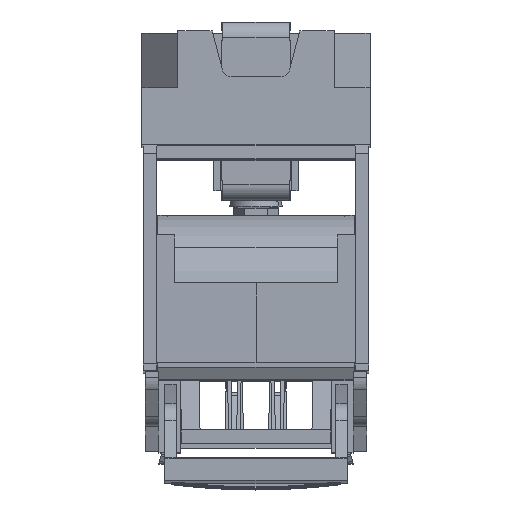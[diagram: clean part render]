
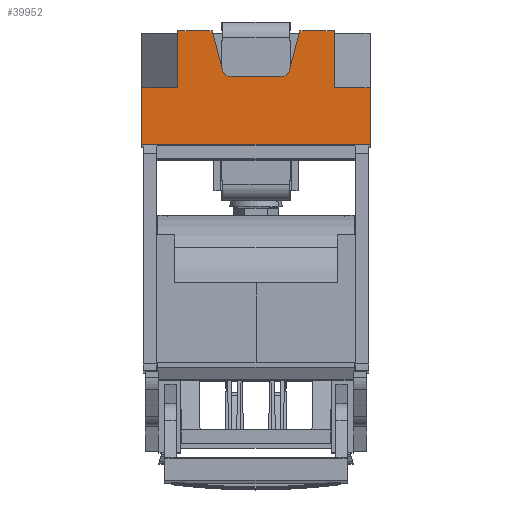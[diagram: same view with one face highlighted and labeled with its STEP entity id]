
A CAD part, top view. The second image highlights one B-rep face of the part: STEP entity #39952.
In plain terms, the highlighted planar face has unit normal (0, 0, 1).
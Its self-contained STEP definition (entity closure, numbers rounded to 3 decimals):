
#36886=AXIS2_PLACEMENT_3D('Circle Axis2P3D',#36884,#36885,$) ;
#36948=AXIS2_PLACEMENT_3D('Circle Axis2P3D',#36946,#36947,$) ;
#39916=AXIS2_PLACEMENT_3D('Plane Axis2P3D',#39913,#39914,#39915) ;
#36739=CARTESIAN_POINT('Vertex',(34.264,-4.,277.5)) ;
#36742=CARTESIAN_POINT('Line Origine',(34.264,-16.5,277.5)) ;
#36746=CARTESIAN_POINT('Vertex',(34.264,-29.,277.5)) ;
#36770=CARTESIAN_POINT('Vertex',(50.,-29.,277.5)) ;
#36773=CARTESIAN_POINT('Line Origine',(42.132,-29.,277.5)) ;
#36790=CARTESIAN_POINT('Line Origine',(-34.264,-16.5,277.5)) ;
#36794=CARTESIAN_POINT('Vertex',(-34.264,-4.,277.5)) ;
#36796=CARTESIAN_POINT('Vertex',(-34.264,-29.,277.5)) ;
#36830=CARTESIAN_POINT('Line Origine',(-16.811,-13.103,277.5)) ;
#36834=CARTESIAN_POINT('Vertex',(-14.685,-21.035,277.5)) ;
#36836=CARTESIAN_POINT('Vertex',(-18.936,-5.171,277.5)) ;
#36876=CARTESIAN_POINT('Vertex',(-10.822,-24.,277.5)) ;
#36884=CARTESIAN_POINT('Axis2P3D Location',(-10.822,-20.,277.5)) ;
#36907=CARTESIAN_POINT('Vertex',(10.822,-24.,277.5)) ;
#36915=CARTESIAN_POINT('Line Origine',(0.,-24.,277.5)) ;
#36938=CARTESIAN_POINT('Vertex',(14.685,-21.035,277.5)) ;
#36946=CARTESIAN_POINT('Axis2P3D Location',(10.822,-20.,277.5)) ;
#36970=CARTESIAN_POINT('Line Origine',(16.811,-13.103,277.5)) ;
#36974=CARTESIAN_POINT('Vertex',(18.936,-5.171,277.5)) ;
#37024=CARTESIAN_POINT('Line Origine',(-42.132,-29.,277.5)) ;
#37028=CARTESIAN_POINT('Vertex',(-50.,-29.,277.5)) ;
#37201=CARTESIAN_POINT('Line Origine',(-30.882,-4.,277.5)) ;
#37205=CARTESIAN_POINT('Vertex',(-27.5,-4.,277.5)) ;
#37208=CARTESIAN_POINT('Line Origine',(-23.375,-4.,277.5)) ;
#37212=CARTESIAN_POINT('Vertex',(-19.25,-4.,277.5)) ;
#37215=CARTESIAN_POINT('Line Origine',(-19.093,-4.,277.5)) ;
#37219=CARTESIAN_POINT('Vertex',(-18.936,-4.,277.5)) ;
#37240=CARTESIAN_POINT('Vertex',(18.936,-4.,277.5)) ;
#37243=CARTESIAN_POINT('Line Origine',(19.093,-4.,277.5)) ;
#37247=CARTESIAN_POINT('Vertex',(19.25,-4.,277.5)) ;
#37250=CARTESIAN_POINT('Line Origine',(23.375,-4.,277.5)) ;
#37254=CARTESIAN_POINT('Vertex',(27.5,-4.,277.5)) ;
#37257=CARTESIAN_POINT('Line Origine',(30.882,-4.,277.5)) ;
#38323=CARTESIAN_POINT('Line Origine',(-18.936,-4.585,277.5)) ;
#38378=CARTESIAN_POINT('Line Origine',(18.936,-4.585,277.5)) ;
#39888=CARTESIAN_POINT('Line Origine',(50.,-29.,277.5)) ;
#39892=CARTESIAN_POINT('Vertex',(50.,-54.,277.5)) ;
#39913=CARTESIAN_POINT('Axis2P3D Location',(0.,-4.,277.5)) ;
#39918=CARTESIAN_POINT('Line Origine',(-50.,-41.5,277.5)) ;
#39922=CARTESIAN_POINT('Vertex',(-50.,-54.,277.5)) ;
#39925=CARTESIAN_POINT('Line Origine',(0.,-54.,277.5)) ;
#36743=DIRECTION('Vector Direction',(0.,-1.,0.)) ;
#36774=DIRECTION('Vector Direction',(-1.,0.,0.)) ;
#36791=DIRECTION('Vector Direction',(0.,-1.,0.)) ;
#36831=DIRECTION('Vector Direction',(-0.259,0.966,0.)) ;
#36885=DIRECTION('Axis2P3D Direction',(0.,0.,1.)) ;
#36916=DIRECTION('Vector Direction',(-1.,0.,0.)) ;
#36947=DIRECTION('Axis2P3D Direction',(0.,0.,1.)) ;
#36971=DIRECTION('Vector Direction',(-0.259,-0.966,0.)) ;
#37025=DIRECTION('Vector Direction',(-1.,0.,0.)) ;
#37202=DIRECTION('Vector Direction',(1.,0.,0.)) ;
#37209=DIRECTION('Vector Direction',(1.,0.,0.)) ;
#37216=DIRECTION('Vector Direction',(1.,0.,0.)) ;
#37244=DIRECTION('Vector Direction',(1.,0.,0.)) ;
#37251=DIRECTION('Vector Direction',(1.,0.,0.)) ;
#37258=DIRECTION('Vector Direction',(1.,0.,0.)) ;
#38324=DIRECTION('Vector Direction',(0.,-1.,0.)) ;
#38379=DIRECTION('Vector Direction',(0.,-1.,0.)) ;
#39889=DIRECTION('Vector Direction',(0.,-1.,0.)) ;
#39914=DIRECTION('Axis2P3D Direction',(-0.,0.,1.)) ;
#39915=DIRECTION('Axis2P3D XDirection',(0.,-1.,0.)) ;
#39919=DIRECTION('Vector Direction',(0.,-1.,0.)) ;
#39926=DIRECTION('Vector Direction',(1.,0.,0.)) ;
#36744=VECTOR('Line Direction',#36743,1.) ;
#36775=VECTOR('Line Direction',#36774,1.) ;
#36792=VECTOR('Line Direction',#36791,1.) ;
#36832=VECTOR('Line Direction',#36831,1.) ;
#36917=VECTOR('Line Direction',#36916,1.) ;
#36972=VECTOR('Line Direction',#36971,1.) ;
#37026=VECTOR('Line Direction',#37025,1.) ;
#37203=VECTOR('Line Direction',#37202,1.) ;
#37210=VECTOR('Line Direction',#37209,1.) ;
#37217=VECTOR('Line Direction',#37216,1.) ;
#37245=VECTOR('Line Direction',#37244,1.) ;
#37252=VECTOR('Line Direction',#37251,1.) ;
#37259=VECTOR('Line Direction',#37258,1.) ;
#38325=VECTOR('Line Direction',#38324,1.) ;
#38380=VECTOR('Line Direction',#38379,1.) ;
#39890=VECTOR('Line Direction',#39889,1.) ;
#39920=VECTOR('Line Direction',#39919,1.) ;
#39927=VECTOR('Line Direction',#39926,1.) ;
#39931=ORIENTED_EDGE('',*,*,#36976,.T.) ;
#39932=ORIENTED_EDGE('',*,*,#36950,.T.) ;
#39933=ORIENTED_EDGE('',*,*,#36919,.T.) ;
#39934=ORIENTED_EDGE('',*,*,#36888,.T.) ;
#39935=ORIENTED_EDGE('',*,*,#36838,.T.) ;
#39936=ORIENTED_EDGE('',*,*,#38327,.F.) ;
#39937=ORIENTED_EDGE('',*,*,#37221,.F.) ;
#39938=ORIENTED_EDGE('',*,*,#37214,.T.) ;
#39939=ORIENTED_EDGE('',*,*,#37207,.F.) ;
#39940=ORIENTED_EDGE('',*,*,#36798,.T.) ;
#39941=ORIENTED_EDGE('',*,*,#37030,.T.) ;
#39942=ORIENTED_EDGE('',*,*,#39924,.T.) ;
#39943=ORIENTED_EDGE('',*,*,#39929,.T.) ;
#39944=ORIENTED_EDGE('',*,*,#39894,.T.) ;
#39945=ORIENTED_EDGE('',*,*,#36777,.T.) ;
#39946=ORIENTED_EDGE('',*,*,#36748,.F.) ;
#39947=ORIENTED_EDGE('',*,*,#37261,.F.) ;
#39948=ORIENTED_EDGE('',*,*,#37256,.T.) ;
#39949=ORIENTED_EDGE('',*,*,#37249,.F.) ;
#39950=ORIENTED_EDGE('',*,*,#38382,.T.) ;
#39952=ADVANCED_FACE('804188_L_NH-Leistenunterteil Gr.1  L/SL1/3A',(#39951),#39917,.T.) ;
#36887=CIRCLE('generated circle',#36886,4.) ;
#36949=CIRCLE('generated circle',#36948,4.) ;
#36748=EDGE_CURVE('',#36740,#36747,#36745,.T.) ;
#36777=EDGE_CURVE('',#36771,#36747,#36776,.T.) ;
#36798=EDGE_CURVE('',#36795,#36797,#36793,.T.) ;
#36838=EDGE_CURVE('',#36835,#36837,#36833,.T.) ;
#36888=EDGE_CURVE('',#36877,#36835,#36887,.F.) ;
#36919=EDGE_CURVE('',#36908,#36877,#36918,.T.) ;
#36950=EDGE_CURVE('',#36939,#36908,#36949,.F.) ;
#36976=EDGE_CURVE('',#36975,#36939,#36973,.T.) ;
#37030=EDGE_CURVE('',#36797,#37029,#37027,.T.) ;
#37207=EDGE_CURVE('',#36795,#37206,#37204,.T.) ;
#37214=EDGE_CURVE('',#37213,#37206,#37211,.F.) ;
#37221=EDGE_CURVE('',#37213,#37220,#37218,.T.) ;
#37249=EDGE_CURVE('',#37241,#37248,#37246,.T.) ;
#37256=EDGE_CURVE('',#37255,#37248,#37253,.F.) ;
#37261=EDGE_CURVE('',#37255,#36740,#37260,.T.) ;
#38327=EDGE_CURVE('',#37220,#36837,#38326,.T.) ;
#38382=EDGE_CURVE('',#37241,#36975,#38381,.T.) ;
#39894=EDGE_CURVE('',#39893,#36771,#39891,.F.) ;
#39924=EDGE_CURVE('',#37029,#39923,#39921,.T.) ;
#39929=EDGE_CURVE('',#39923,#39893,#39928,.T.) ;
#39930=EDGE_LOOP('',(#39931,#39932,#39933,#39934,#39935,#39936,#39937,#39938,#39939,#39940,#39941,#39942,#39943,#39944,#39945,#39946,#39947,#39948,#39949,#39950)) ;
#39951=FACE_OUTER_BOUND('',#39930,.T.) ;
#36745=LINE('Line',#36742,#36744) ;
#36776=LINE('Line',#36773,#36775) ;
#36793=LINE('Line',#36790,#36792) ;
#36833=LINE('Line',#36830,#36832) ;
#36918=LINE('Line',#36915,#36917) ;
#36973=LINE('Line',#36970,#36972) ;
#37027=LINE('Line',#37024,#37026) ;
#37204=LINE('Line',#37201,#37203) ;
#37211=LINE('Line',#37208,#37210) ;
#37218=LINE('Line',#37215,#37217) ;
#37246=LINE('Line',#37243,#37245) ;
#37253=LINE('Line',#37250,#37252) ;
#37260=LINE('Line',#37257,#37259) ;
#38326=LINE('Line',#38323,#38325) ;
#38381=LINE('Line',#38378,#38380) ;
#39891=LINE('Line',#39888,#39890) ;
#39921=LINE('Line',#39918,#39920) ;
#39928=LINE('Line',#39925,#39927) ;
#39917=PLANE('Plane',#39916) ;
#36740=VERTEX_POINT('',#36739) ;
#36747=VERTEX_POINT('',#36746) ;
#36771=VERTEX_POINT('',#36770) ;
#36795=VERTEX_POINT('',#36794) ;
#36797=VERTEX_POINT('',#36796) ;
#36835=VERTEX_POINT('',#36834) ;
#36837=VERTEX_POINT('',#36836) ;
#36877=VERTEX_POINT('',#36876) ;
#36908=VERTEX_POINT('',#36907) ;
#36939=VERTEX_POINT('',#36938) ;
#36975=VERTEX_POINT('',#36974) ;
#37029=VERTEX_POINT('',#37028) ;
#37206=VERTEX_POINT('',#37205) ;
#37213=VERTEX_POINT('',#37212) ;
#37220=VERTEX_POINT('',#37219) ;
#37241=VERTEX_POINT('',#37240) ;
#37248=VERTEX_POINT('',#37247) ;
#37255=VERTEX_POINT('',#37254) ;
#39893=VERTEX_POINT('',#39892) ;
#39923=VERTEX_POINT('',#39922) ;
